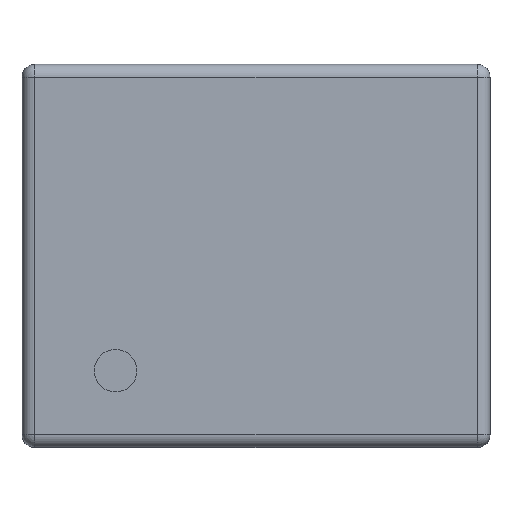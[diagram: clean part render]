
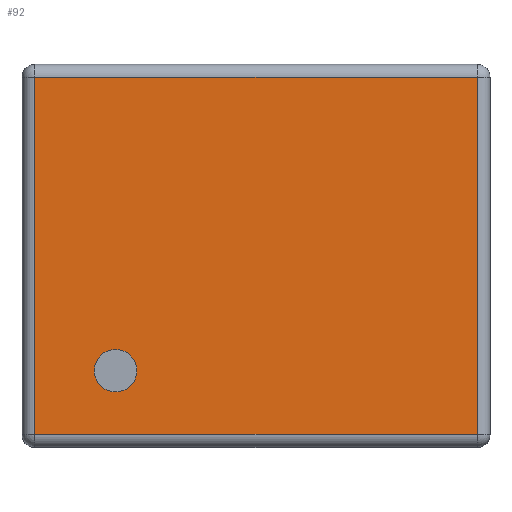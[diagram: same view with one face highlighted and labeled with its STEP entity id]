
A CAD part, top view. The second image highlights one B-rep face of the part: STEP entity #92.
In plain terms, the highlighted planar face has unit normal (0, 0, 1).
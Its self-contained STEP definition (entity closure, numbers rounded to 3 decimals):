
#24=VERTEX_POINT('',#25);
#25=CARTESIAN_POINT('',(0.52,-0.42,0.5));
#31=ORIENTED_EDGE('',*,*,#32,.T.);
#32=EDGE_CURVE('',#24,#33,#35,.T.);
#33=VERTEX_POINT('',#34);
#34=CARTESIAN_POINT('',(0.52,0.42,0.5));
#35=LINE('',#25,#36);
#36=VECTOR('',#37,1.);
#37=DIRECTION('',(0.,1.,0.));
#52=DIRECTION('',(1.,0.,0.));
#62=DIRECTION('',(-1.,0.,0.));
#63=DIRECTION('',(0.,-1.,0.));
#68=DIRECTION('',(0.,0.,1.));
#92=ADVANCED_FACE('',(#93,#111),#121,.T.);
#93=FACE_BOUND('',#94,.T.);
#94=EDGE_LOOP('',(#95,#101,#107,#31));
#95=ORIENTED_EDGE('',*,*,#96,.T.);
#96=EDGE_CURVE('',#33,#97,#99,.T.);
#97=VERTEX_POINT('',#98);
#98=CARTESIAN_POINT('',(-0.52,0.42,0.5));
#99=LINE('',#34,#100);
#100=VECTOR('',#62,1.);
#101=ORIENTED_EDGE('',*,*,#102,.T.);
#102=EDGE_CURVE('',#97,#103,#105,.T.);
#103=VERTEX_POINT('',#104);
#104=CARTESIAN_POINT('',(-0.52,-0.42,0.5));
#105=LINE('',#98,#106);
#106=VECTOR('',#63,1.);
#107=ORIENTED_EDGE('',*,*,#108,.T.);
#108=EDGE_CURVE('',#103,#24,#109,.T.);
#109=LINE('',#104,#110);
#110=VECTOR('',#52,1.);
#111=FACE_BOUND('',#112,.T.);
#112=EDGE_LOOP('',(#113));
#113=ORIENTED_EDGE('',*,*,#114,.T.);
#114=EDGE_CURVE('',#115,#115,#117,.T.);
#115=VERTEX_POINT('',#116);
#116=CARTESIAN_POINT('',(-0.28,-0.27,0.5));
#117=CIRCLE('',#118,0.05);
#118=AXIS2_PLACEMENT_3D('',#119,#120,#52);
#119=CARTESIAN_POINT('',(-0.33,-0.27,0.5));
#120=DIRECTION('',(0.,0.,-1.));
#121=PLANE('',#122);
#122=AXIS2_PLACEMENT_3D('',#123,#68,#124);
#123=CARTESIAN_POINT('',(0.,0.,0.5));
#124=DIRECTION('',(0.,1.,0.));
